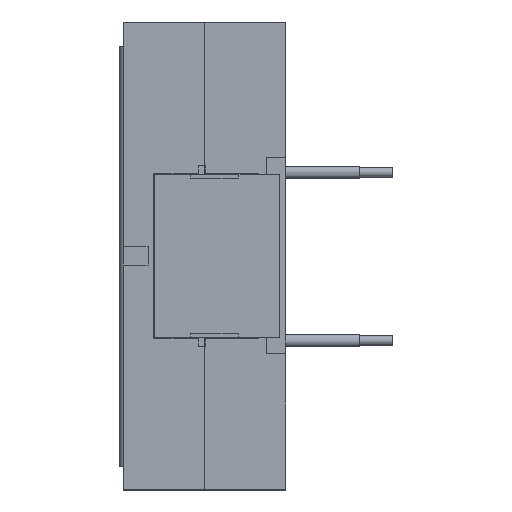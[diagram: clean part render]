
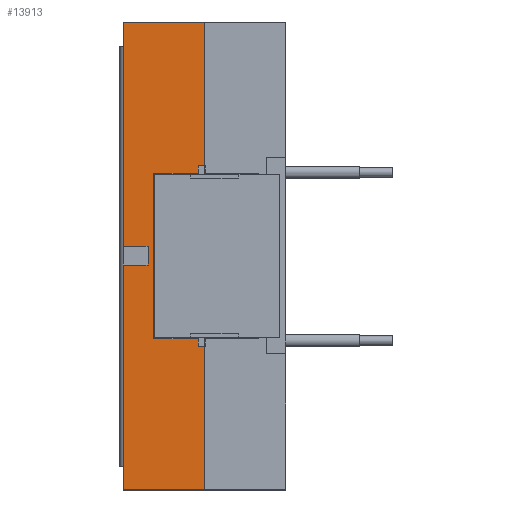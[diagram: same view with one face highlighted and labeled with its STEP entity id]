
A CAD part, top view. The second image highlights one B-rep face of the part: STEP entity #13913.
In plain terms, the highlighted planar face has unit normal (0, 0, 1).
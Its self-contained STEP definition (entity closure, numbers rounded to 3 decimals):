
#993=LINE('',#24039,#2556);
#997=LINE('',#24047,#2560);
#1096=LINE('',#24245,#2659);
#1107=LINE('',#24268,#2670);
#1108=LINE('',#24270,#2671);
#1109=LINE('',#24272,#2672);
#1110=LINE('',#24273,#2673);
#1111=LINE('',#24275,#2674);
#2556=VECTOR('',#17995,1000.);
#2560=VECTOR('',#17999,1000.);
#2659=VECTOR('',#18182,1000.);
#2670=VECTOR('',#18205,1000.);
#2671=VECTOR('',#18206,1000.);
#2672=VECTOR('',#18207,1000.);
#2673=VECTOR('',#18208,1000.);
#2674=VECTOR('',#18209,1000.);
#3532=PLANE('',#15230);
#6487=ORIENTED_EDGE('',*,*,#9346,.T.);
#6488=ORIENTED_EDGE('',*,*,#9347,.T.);
#6489=ORIENTED_EDGE('',*,*,#9348,.F.);
#6490=ORIENTED_EDGE('',*,*,#9232,.F.);
#6491=ORIENTED_EDGE('',*,*,#9335,.T.);
#6492=ORIENTED_EDGE('',*,*,#9349,.F.);
#6493=ORIENTED_EDGE('',*,*,#9350,.F.);
#6494=ORIENTED_EDGE('',*,*,#9236,.T.);
#9232=EDGE_CURVE('',#11101,#11102,#993,.T.);
#9236=EDGE_CURVE('',#11106,#11105,#997,.T.);
#9335=EDGE_CURVE('',#11101,#11162,#1096,.T.);
#9346=EDGE_CURVE('',#11105,#11169,#1107,.T.);
#9347=EDGE_CURVE('',#11169,#11170,#1108,.T.);
#9348=EDGE_CURVE('',#11102,#11170,#1109,.T.);
#9349=EDGE_CURVE('',#11171,#11162,#1110,.T.);
#9350=EDGE_CURVE('',#11106,#11171,#1111,.T.);
#11101=VERTEX_POINT('',#24038);
#11102=VERTEX_POINT('',#24040);
#11105=VERTEX_POINT('',#24046);
#11106=VERTEX_POINT('',#24048);
#11162=VERTEX_POINT('',#24244);
#11169=VERTEX_POINT('',#24269);
#11170=VERTEX_POINT('',#24271);
#11171=VERTEX_POINT('',#24274);
#12386=EDGE_LOOP('',(#6487,#6488,#6489,#6490,#6491,#6492,#6493,#6494));
#13089=FACE_BOUND('',#12386,.T.);
#13913=ADVANCED_FACE('',(#13089),#3532,.T.);
#15230=AXIS2_PLACEMENT_3D('',#24267,#18203,#18204);
#17995=DIRECTION('',(0.,1.,0.));
#17999=DIRECTION('',(0.,-1.,0.));
#18182=DIRECTION('',(1.,0.,0.));
#18203=DIRECTION('',(0.,0.,1.));
#18204=DIRECTION('',(0.,1.,0.));
#18205=DIRECTION('',(1.,0.,0.));
#18206=DIRECTION('',(0.,-1.,0.));
#18207=DIRECTION('',(1.,0.,0.));
#18208=DIRECTION('',(0.,-1.,0.));
#18209=DIRECTION('',(1.,0.,0.));
#24038=CARTESIAN_POINT('',(-87.,-250.,554.5));
#24039=CARTESIAN_POINT('',(-87.,-250.,554.5));
#24040=CARTESIAN_POINT('',(-87.,-10.,554.5));
#24046=CARTESIAN_POINT('',(-87.,10.,554.5));
#24047=CARTESIAN_POINT('',(-87.,250.,554.5));
#24048=CARTESIAN_POINT('',(-87.,250.,554.5));
#24244=CARTESIAN_POINT('',(0.,-250.,554.5));
#24245=CARTESIAN_POINT('',(-87.,-250.,554.5));
#24267=CARTESIAN_POINT('',(-87.,250.,554.5));
#24268=CARTESIAN_POINT('',(-87.,10.,554.5));
#24269=CARTESIAN_POINT('',(-60.5,10.,554.5));
#24270=CARTESIAN_POINT('',(-60.5,10.,554.5));
#24271=CARTESIAN_POINT('',(-60.5,-10.,554.5));
#24272=CARTESIAN_POINT('',(-87.,-10.,554.5));
#24273=CARTESIAN_POINT('',(0.,250.,554.5));
#24274=CARTESIAN_POINT('',(0.,250.,554.5));
#24275=CARTESIAN_POINT('',(-87.,250.,554.5));
